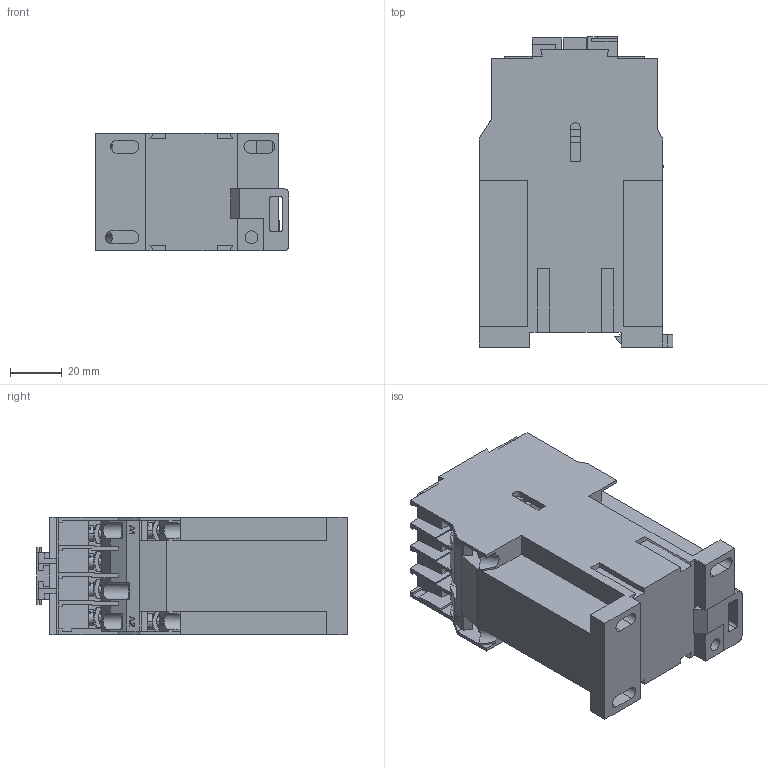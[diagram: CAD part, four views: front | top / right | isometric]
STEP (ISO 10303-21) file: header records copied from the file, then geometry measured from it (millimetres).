
FILE_DESCRIPTION (( 'STEP AP214' ), '1' );
FILE_NAME ('KMD11-018-024-10 Êîíòàêòîð ÊÌÈï-11810 18À 24Â_ÀÑ3 1ÍÎ ÈÝÊ.STEP', '2017-12-27T12:59:36', ( '' ), ( '' ), 'SwSTEP 2.0', 'SolidWorks 2014', '' );
FILE_SCHEMA (( 'AUTOMOTIVE_DESIGN' ));
Length unit declared in the file: millimetre
Products named in the file (1): KMD11-018-024-10 Êîíòàêòîð ÊÌÈï-11810 18À 24Â_ÀÑ3 1ÍÎ ÈÝÊ
Bounding box: 75 x 120.1 x 45.5 mm (x, y, z)
Volume: 285948.4 mm3; surface area: 55487.2 mm2
Topology: 1 solids, 2 shells, 1534 faces, 4415 edges, 2891 vertices
Faces by surface type: plane 1097, cylinder 213, bspline 185, torus 39
Entity records: 60190 total; most frequent: CARTESIAN_POINT 21360, ORIENTED_EDGE 8830, DIRECTION 6868, EDGE_CURVE 4415, VECTOR 3378, LINE 3378, VERTEX_POINT 2891, AXIS2_PLACEMENT_3D 1745
